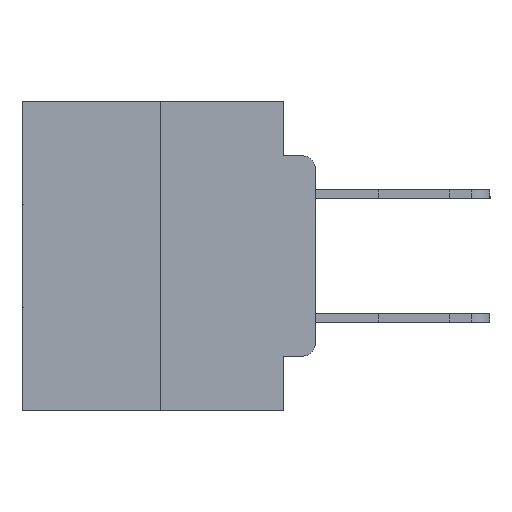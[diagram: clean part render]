
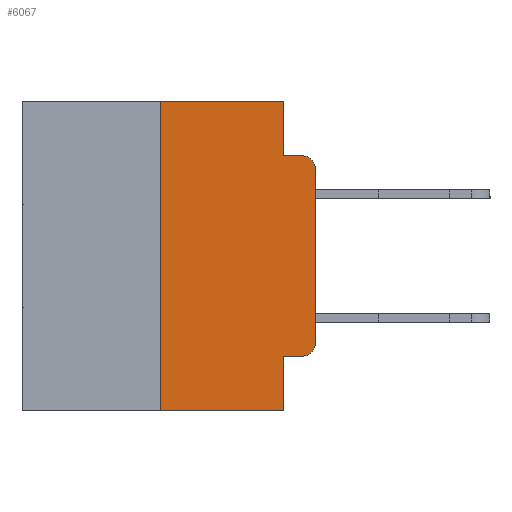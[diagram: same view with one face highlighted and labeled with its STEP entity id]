
A CAD part, left-side view. The second image highlights one B-rep face of the part: STEP entity #6067.
In plain terms, the highlighted planar face has unit normal (-1, 0, 0).
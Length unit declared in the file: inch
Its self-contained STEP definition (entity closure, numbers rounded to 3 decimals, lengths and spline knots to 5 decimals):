
#23 = CARTESIAN_POINT ( 'NONE',  ( 0., 0.051, -0.0885 ) ) ;
#343 = CARTESIAN_POINT ( 'NONE',  ( 0., 0.051, 0. ) ) ;
#478 = LINE ( 'NONE', #25204, #22965 ) ;
#516 = ORIENTED_EDGE ( 'NONE', *, *, #5237, .T. ) ;
#674 = CARTESIAN_POINT ( 'NONE',  ( 0., 0.051, -0.5 ) ) ;
#1366 = LINE ( 'NONE', #343, #21768 ) ;
#2058 = ORIENTED_EDGE ( 'NONE', *, *, #8129, .F. ) ;
#2124 = LINE ( 'NONE', #23255, #18825 ) ;
#2230 = EDGE_CURVE ( 'NONE', #22630, #12102, #13565, .T. ) ;
#3023 = ORIENTED_EDGE ( 'NONE', *, *, #19922, .T. ) ;
#3381 = VERTEX_POINT ( 'NONE', #28042 ) ;
#3759 = VERTEX_POINT ( 'NONE', #7745 ) ;
#3859 = VECTOR ( 'NONE', #14006, 39.37008 ) ;
#3963 = DIRECTION ( 'NONE',  ( 1., 0., 0. ) ) ;
#4457 = ORIENTED_EDGE ( 'NONE', *, *, #11212, .F. ) ;
#4774 = DIRECTION ( 'NONE',  ( 0., 0., -1. ) ) ;
#5237 = EDGE_CURVE ( 'NONE', #12102, #13612, #14116, .T. ) ;
#6067 = ADVANCED_FACE ( 'NONE', ( #9230 ), #10441, .F. ) ;
#6996 = CARTESIAN_POINT ( 'NONE',  ( 0., 0.051, 0. ) ) ;
#7266 = CARTESIAN_POINT ( 'NONE',  ( 0., 0.051, -0.4115 ) ) ;
#7667 = CARTESIAN_POINT ( 'NONE',  ( 0., 0.02, -0.1085 ) ) ;
#7745 = CARTESIAN_POINT ( 'NONE',  ( 0., 0.25, 0. ) ) ;
#7833 = DIRECTION ( 'NONE',  ( -1., 0., 0. ) ) ;
#8129 = EDGE_CURVE ( 'NONE', #24385, #13612, #20970, .T. ) ;
#8246 = ORIENTED_EDGE ( 'NONE', *, *, #8491, .F. ) ;
#8491 = EDGE_CURVE ( 'NONE', #3759, #14448, #478, .T. ) ;
#9147 = CARTESIAN_POINT ( 'NONE',  ( 0., 0., 0. ) ) ;
#9230 = FACE_OUTER_BOUND ( 'NONE', #20490, .T. ) ;
#9393 = ORIENTED_EDGE ( 'NONE', *, *, #15528, .F. ) ;
#9655 = VERTEX_POINT ( 'NONE', #15975 ) ;
#9667 = LINE ( 'NONE', #26955, #3859 ) ;
#9821 = DIRECTION ( 'NONE',  ( 0., 0., -1. ) ) ;
#9942 = ORIENTED_EDGE ( 'NONE', *, *, #2230, .T. ) ;
#9951 = CARTESIAN_POINT ( 'NONE',  ( 0., 0., -0.1085 ) ) ;
#10111 = EDGE_CURVE ( 'NONE', #9655, #22579, #9667, .T. ) ;
#10441 = PLANE ( 'NONE',  #22179 ) ;
#10495 = ORIENTED_EDGE ( 'NONE', *, *, #17001, .F. ) ;
#10817 = VECTOR ( 'NONE', #15920, 39.37008 ) ;
#10982 = DIRECTION ( 'NONE',  ( 0., -1., 0. ) ) ;
#11014 = VECTOR ( 'NONE', #4774, 39.37008 ) ;
#11212 = EDGE_CURVE ( 'NONE', #14448, #24385, #16749, .T. ) ;
#11403 = CARTESIAN_POINT ( 'NONE',  ( 0., 0.051, 0. ) ) ;
#12102 = VERTEX_POINT ( 'NONE', #9951 ) ;
#12398 = CIRCLE ( 'NONE', #16820, 0.02 ) ;
#13366 = VERTEX_POINT ( 'NONE', #24942 ) ;
#13565 = LINE ( 'NONE', #9147, #19370 ) ;
#13612 = VERTEX_POINT ( 'NONE', #14998 ) ;
#14006 = DIRECTION ( 'NONE',  ( 0., -1., 0. ) ) ;
#14116 = CIRCLE ( 'NONE', #28083, 0.02 ) ;
#14448 = VERTEX_POINT ( 'NONE', #11403 ) ;
#14998 = CARTESIAN_POINT ( 'NONE',  ( 0., 0.02, -0.0885 ) ) ;
#15122 = ORIENTED_EDGE ( 'NONE', *, *, #10111, .T. ) ;
#15528 = EDGE_CURVE ( 'NONE', #9655, #3759, #2124, .T. ) ;
#15920 = DIRECTION ( 'NONE',  ( 0., -1., 0. ) ) ;
#15975 = CARTESIAN_POINT ( 'NONE',  ( 0., 0.25, -0.5 ) ) ;
#16749 = LINE ( 'NONE', #6996, #11014 ) ;
#16820 = AXIS2_PLACEMENT_3D ( 'NONE', #20817, #7833, #22968 ) ;
#16971 = CARTESIAN_POINT ( 'NONE',  ( 0., 0.473, 0. ) ) ;
#17001 = EDGE_CURVE ( 'NONE', #13366, #22579, #1366, .T. ) ;
#18825 = VECTOR ( 'NONE', #19023, 39.37008 ) ;
#19023 = DIRECTION ( 'NONE',  ( 0., 0., 1. ) ) ;
#19168 = DIRECTION ( 'NONE',  ( 0., 0., -1. ) ) ;
#19357 = ORIENTED_EDGE ( 'NONE', *, *, #21354, .T. ) ;
#19370 = VECTOR ( 'NONE', #19859, 39.37008 ) ;
#19859 = DIRECTION ( 'NONE',  ( 0., 0., 1. ) ) ;
#19922 = EDGE_CURVE ( 'NONE', #13366, #3381, #28026, .T. ) ;
#20490 = EDGE_LOOP ( 'NONE', ( #9942, #516, #2058, #4457, #8246, #9393, #15122, #10495, #3023, #19357 ) ) ;
#20817 = CARTESIAN_POINT ( 'NONE',  ( 0., 0.02, -0.3915 ) ) ;
#20970 = LINE ( 'NONE', #23, #25985 ) ;
#21354 = EDGE_CURVE ( 'NONE', #3381, #22630, #12398, .T. ) ;
#21768 = VECTOR ( 'NONE', #24216, 39.37008 ) ;
#22179 = AXIS2_PLACEMENT_3D ( 'NONE', #16971, #3963, #19168 ) ;
#22469 = CARTESIAN_POINT ( 'NONE',  ( 0., 0., -0.3915 ) ) ;
#22579 = VERTEX_POINT ( 'NONE', #674 ) ;
#22630 = VERTEX_POINT ( 'NONE', #22469 ) ;
#22803 = DIRECTION ( 'NONE',  ( -1., 0., 0. ) ) ;
#22965 = VECTOR ( 'NONE', #27381, 39.37008 ) ;
#22968 = DIRECTION ( 'NONE',  ( 0., 0., -1. ) ) ;
#23255 = CARTESIAN_POINT ( 'NONE',  ( 0., 0.25, 0. ) ) ;
#24216 = DIRECTION ( 'NONE',  ( 0., 0., -1. ) ) ;
#24385 = VERTEX_POINT ( 'NONE', #26671 ) ;
#24942 = CARTESIAN_POINT ( 'NONE',  ( 0., 0.051, -0.4115 ) ) ;
#25204 = CARTESIAN_POINT ( 'NONE',  ( 0., 0.473, 0. ) ) ;
#25985 = VECTOR ( 'NONE', #10982, 39.37008 ) ;
#26671 = CARTESIAN_POINT ( 'NONE',  ( 0., 0.051, -0.0885 ) ) ;
#26955 = CARTESIAN_POINT ( 'NONE',  ( 0., 0.473, -0.5 ) ) ;
#27381 = DIRECTION ( 'NONE',  ( 0., -1., 0. ) ) ;
#28026 = LINE ( 'NONE', #7266, #10817 ) ;
#28042 = CARTESIAN_POINT ( 'NONE',  ( 0., 0.02, -0.4115 ) ) ;
#28083 = AXIS2_PLACEMENT_3D ( 'NONE', #7667, #22803, #9821 ) ;
